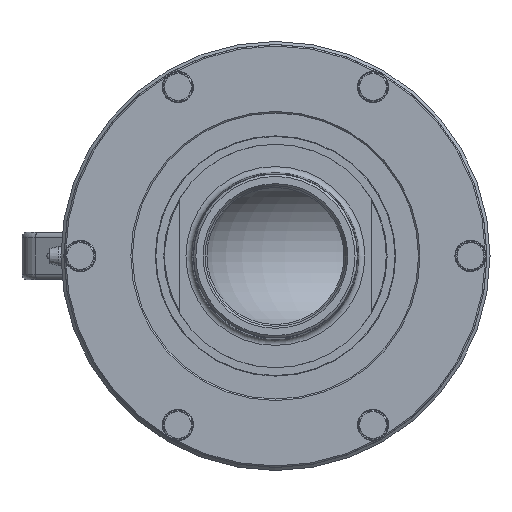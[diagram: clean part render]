
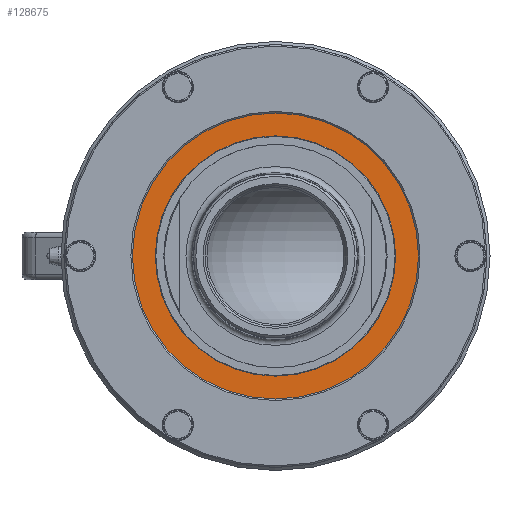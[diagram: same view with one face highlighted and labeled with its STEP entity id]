
A CAD part, left-side view. The second image highlights one B-rep face of the part: STEP entity #128675.
In plain terms, the highlighted planar face has unit normal (-1, 0, 0).
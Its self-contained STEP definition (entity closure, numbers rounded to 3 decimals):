
#2139=CIRCLE('',#135118,84.5);
#2140=CIRCLE('',#135119,64.);
#2756=FACE_BOUND('',#16503,.T.);
#9450=FACE_OUTER_BOUND('',#16502,.T.);
#16502=EDGE_LOOP('',(#101350));
#16503=EDGE_LOOP('',(#101351));
#55718=VERTEX_POINT('',#203689);
#55719=VERTEX_POINT('',#203691);
#71482=EDGE_CURVE('',#55718,#55718,#2139,.T.);
#71483=EDGE_CURVE('',#55719,#55719,#2140,.T.);
#101350=ORIENTED_EDGE('',*,*,#71482,.F.);
#101351=ORIENTED_EDGE('',*,*,#71483,.F.);
#117351=PLANE('',#135117);
#128675=ADVANCED_FACE('',(#9450,#2756),#117351,.T.);
#135117=AXIS2_PLACEMENT_3D('',#203688,#155359,#155360);
#135118=AXIS2_PLACEMENT_3D('',#203690,#155361,#155362);
#135119=AXIS2_PLACEMENT_3D('',#203692,#155363,#155364);
#155359=DIRECTION('center_axis',(-1.,0.,0.));
#155360=DIRECTION('ref_axis',(0.,0.,-1.));
#155361=DIRECTION('center_axis',(1.,0.,0.));
#155362=DIRECTION('ref_axis',(0.,-1.,0.));
#155363=DIRECTION('center_axis',(-1.,0.,0.));
#155364=DIRECTION('ref_axis',(0.,1.,0.));
#203688=CARTESIAN_POINT('Origin',(3.44,-74.25,0.));
#203689=CARTESIAN_POINT('',(3.44,84.5,0.));
#203690=CARTESIAN_POINT('Origin',(3.44,0.,0.));
#203691=CARTESIAN_POINT('',(3.44,0.,-64.));
#203692=CARTESIAN_POINT('Origin',(3.44,0.,0.));
